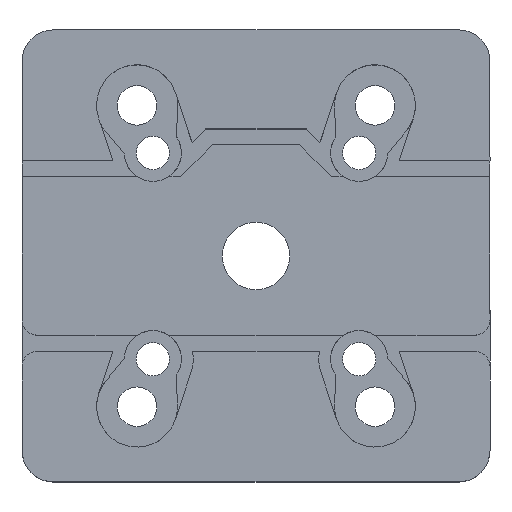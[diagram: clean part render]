
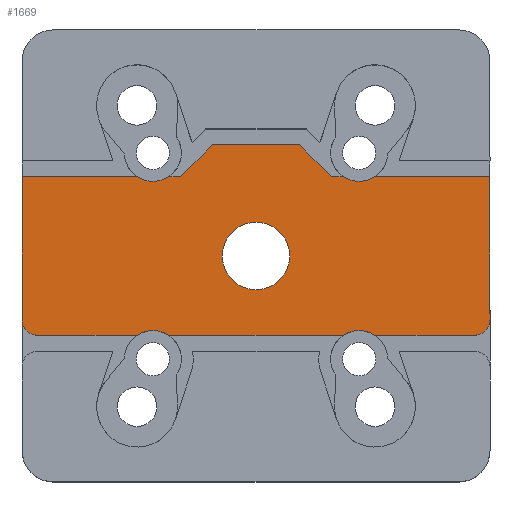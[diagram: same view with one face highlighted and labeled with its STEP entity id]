
A CAD part, top view. The second image highlights one B-rep face of the part: STEP entity #1669.
In plain terms, the highlighted planar face has unit normal (0, 0, 1).
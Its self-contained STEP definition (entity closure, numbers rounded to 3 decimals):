
#26=FACE_BOUND('',#200,.T.);
#52=PLANE('',#1809);
#108=FACE_OUTER_BOUND('',#199,.T.);
#199=EDGE_LOOP('',(#1246,#1247,#1248,#1249,#1250,#1251,#1252,#1253,#1254,
#1255,#1256,#1257,#1258,#1259,#1260,#1261,#1262,#1263));
#200=EDGE_LOOP('',(#1264));
#279=CIRCLE('',#1753,3.6);
#293=CIRCLE('',#1772,3.6);
#303=CIRCLE('',#1789,3.6);
#316=CIRCLE('',#1807,3.6);
#318=CIRCLE('',#1810,2.);
#319=CIRCLE('',#1811,2.);
#320=CIRCLE('',#1812,4.25);
#381=LINE('',#2505,#550);
#387=LINE('',#2523,#556);
#391=LINE('',#2530,#560);
#417=LINE('',#2622,#586);
#422=LINE('',#2638,#591);
#423=LINE('',#2640,#592);
#424=LINE('',#2643,#593);
#425=LINE('',#2645,#594);
#426=LINE('',#2648,#595);
#427=LINE('',#2650,#596);
#428=LINE('',#2652,#597);
#429=LINE('',#2653,#598);
#550=VECTOR('',#1984,10.);
#556=VECTOR('',#2000,10.);
#560=VECTOR('',#2006,10.);
#586=VECTOR('',#2088,10.);
#591=VECTOR('',#2103,10.);
#592=VECTOR('',#2104,10.);
#593=VECTOR('',#2107,10.);
#594=VECTOR('',#2108,10.);
#595=VECTOR('',#2111,10.);
#596=VECTOR('',#2112,10.);
#597=VECTOR('',#2113,10.);
#598=VECTOR('',#2114,10.);
#701=VERTEX_POINT('',#2436);
#702=VERTEX_POINT('',#2438);
#731=VERTEX_POINT('',#2504);
#733=VERTEX_POINT('',#2510);
#734=VERTEX_POINT('',#2512);
#738=VERTEX_POINT('',#2522);
#740=VERTEX_POINT('',#2528);
#758=VERTEX_POINT('',#2573);
#759=VERTEX_POINT('',#2575);
#778=VERTEX_POINT('',#2621);
#782=VERTEX_POINT('',#2631);
#784=VERTEX_POINT('',#2637);
#785=VERTEX_POINT('',#2639);
#786=VERTEX_POINT('',#2641);
#787=VERTEX_POINT('',#2644);
#788=VERTEX_POINT('',#2646);
#789=VERTEX_POINT('',#2649);
#790=VERTEX_POINT('',#2651);
#791=VERTEX_POINT('',#2654);
#869=EDGE_CURVE('',#702,#701,#279,.T.);
#902=EDGE_CURVE('',#731,#702,#381,.T.);
#906=EDGE_CURVE('',#734,#733,#293,.T.);
#911=EDGE_CURVE('',#738,#734,#387,.T.);
#915=EDGE_CURVE('',#733,#740,#391,.T.);
#937=EDGE_CURVE('',#759,#758,#303,.T.);
#960=EDGE_CURVE('',#778,#759,#417,.T.);
#965=EDGE_CURVE('',#782,#778,#316,.T.);
#968=EDGE_CURVE('',#701,#784,#422,.T.);
#969=EDGE_CURVE('',#784,#785,#423,.T.);
#970=EDGE_CURVE('',#786,#785,#318,.T.);
#971=EDGE_CURVE('',#786,#782,#424,.T.);
#972=EDGE_CURVE('',#758,#787,#425,.T.);
#973=EDGE_CURVE('',#788,#787,#319,.T.);
#974=EDGE_CURVE('',#788,#738,#426,.T.);
#975=EDGE_CURVE('',#740,#789,#427,.T.);
#976=EDGE_CURVE('',#789,#790,#428,.T.);
#977=EDGE_CURVE('',#790,#731,#429,.T.);
#978=EDGE_CURVE('',#791,#791,#320,.T.);
#1246=ORIENTED_EDGE('',*,*,#869,.T.);
#1247=ORIENTED_EDGE('',*,*,#968,.T.);
#1248=ORIENTED_EDGE('',*,*,#969,.T.);
#1249=ORIENTED_EDGE('',*,*,#970,.F.);
#1250=ORIENTED_EDGE('',*,*,#971,.T.);
#1251=ORIENTED_EDGE('',*,*,#965,.T.);
#1252=ORIENTED_EDGE('',*,*,#960,.T.);
#1253=ORIENTED_EDGE('',*,*,#937,.T.);
#1254=ORIENTED_EDGE('',*,*,#972,.T.);
#1255=ORIENTED_EDGE('',*,*,#973,.F.);
#1256=ORIENTED_EDGE('',*,*,#974,.T.);
#1257=ORIENTED_EDGE('',*,*,#911,.T.);
#1258=ORIENTED_EDGE('',*,*,#906,.T.);
#1259=ORIENTED_EDGE('',*,*,#915,.T.);
#1260=ORIENTED_EDGE('',*,*,#975,.T.);
#1261=ORIENTED_EDGE('',*,*,#976,.T.);
#1262=ORIENTED_EDGE('',*,*,#977,.T.);
#1263=ORIENTED_EDGE('',*,*,#902,.T.);
#1264=ORIENTED_EDGE('',*,*,#978,.T.);
#1669=ADVANCED_FACE('',(#108,#26),#52,.T.);
#1753=AXIS2_PLACEMENT_3D('',#2439,#1929,#1930);
#1772=AXIS2_PLACEMENT_3D('',#2513,#1990,#1991);
#1789=AXIS2_PLACEMENT_3D('',#2576,#2045,#2046);
#1807=AXIS2_PLACEMENT_3D('',#2632,#2096,#2097);
#1809=AXIS2_PLACEMENT_3D('',#2636,#2101,#2102);
#1810=AXIS2_PLACEMENT_3D('',#2642,#2105,#2106);
#1811=AXIS2_PLACEMENT_3D('',#2647,#2109,#2110);
#1812=AXIS2_PLACEMENT_3D('',#2655,#2115,#2116);
#1929=DIRECTION('center_axis',(0.,0.,-1.));
#1930=DIRECTION('ref_axis',(-1.,0.,0.));
#1984=DIRECTION('',(-1.,0.,0.));
#1990=DIRECTION('center_axis',(0.,0.,-1.));
#1991=DIRECTION('ref_axis',(-1.,0.,0.));
#2000=DIRECTION('',(-1.,0.,0.));
#2006=DIRECTION('',(-1.,0.,0.));
#2045=DIRECTION('center_axis',(0.,0.,-1.));
#2046=DIRECTION('ref_axis',(-1.,0.,0.));
#2088=DIRECTION('',(1.,0.,0.));
#2096=DIRECTION('center_axis',(0.,0.,-1.));
#2097=DIRECTION('ref_axis',(-1.,0.,0.));
#2101=DIRECTION('center_axis',(0.,0.,1.));
#2102=DIRECTION('ref_axis',(1.,0.,0.));
#2103=DIRECTION('',(-1.,0.,0.));
#2104=DIRECTION('',(0.,-1.,0.));
#2105=DIRECTION('center_axis',(0.,0.,-1.));
#2106=DIRECTION('ref_axis',(-0.707,-0.707,0.));
#2107=DIRECTION('',(1.,0.,0.));
#2108=DIRECTION('',(1.,0.,0.));
#2109=DIRECTION('center_axis',(0.,0.,-1.));
#2110=DIRECTION('ref_axis',(0.707,-0.707,0.));
#2111=DIRECTION('',(0.,1.,0.));
#2112=DIRECTION('',(-0.707,0.707,0.));
#2113=DIRECTION('',(-1.,0.,0.));
#2114=DIRECTION('',(-0.707,-0.707,0.));
#2115=DIRECTION('center_axis',(0.,0.,-1.));
#2116=DIRECTION('ref_axis',(1.,0.,0.));
#2436=CARTESIAN_POINT('',(-14.99,10.,10.));
#2438=CARTESIAN_POINT('',(-11.01,10.,10.));
#2439=CARTESIAN_POINT('Origin',(-13.,13.,10.));
#2504=CARTESIAN_POINT('',(-9.5,10.,10.));
#2505=CARTESIAN_POINT('',(-4.75,10.,10.));
#2510=CARTESIAN_POINT('',(11.01,10.,10.));
#2512=CARTESIAN_POINT('',(14.99,10.,10.));
#2513=CARTESIAN_POINT('Origin',(13.,13.,10.));
#2522=CARTESIAN_POINT('',(29.5,10.,10.));
#2523=CARTESIAN_POINT('',(14.75,10.,10.));
#2528=CARTESIAN_POINT('',(9.5,10.,10.));
#2530=CARTESIAN_POINT('',(14.75,10.,10.));
#2573=CARTESIAN_POINT('',(14.99,-10.,10.));
#2575=CARTESIAN_POINT('',(11.01,-10.,10.));
#2576=CARTESIAN_POINT('Origin',(13.,-13.,10.));
#2621=CARTESIAN_POINT('',(-11.01,-10.,10.));
#2622=CARTESIAN_POINT('',(-14.75,-10.,10.));
#2631=CARTESIAN_POINT('',(-14.99,-10.,10.));
#2632=CARTESIAN_POINT('Origin',(-13.,-13.,10.));
#2636=CARTESIAN_POINT('Origin',(0.,0.,
10.));
#2637=CARTESIAN_POINT('',(-29.5,10.,10.));
#2638=CARTESIAN_POINT('',(-4.75,10.,10.));
#2639=CARTESIAN_POINT('',(-29.5,-8.,10.));
#2640=CARTESIAN_POINT('',(-29.5,28.5,10.));
#2641=CARTESIAN_POINT('',(-27.5,-10.,10.));
#2642=CARTESIAN_POINT('Origin',(-27.5,-8.,10.));
#2643=CARTESIAN_POINT('',(-14.75,-10.,10.));
#2644=CARTESIAN_POINT('',(27.5,-10.,10.));
#2645=CARTESIAN_POINT('',(-14.75,-10.,10.));
#2646=CARTESIAN_POINT('',(29.5,-8.,10.));
#2647=CARTESIAN_POINT('Origin',(27.5,-8.,10.));
#2648=CARTESIAN_POINT('',(29.5,-28.5,10.));
#2649=CARTESIAN_POINT('',(5.5,14.,10.));
#2650=CARTESIAN_POINT('',(9.625,9.875,10.));
#2651=CARTESIAN_POINT('',(-5.5,14.,10.));
#2652=CARTESIAN_POINT('',(2.75,14.,10.));
#2653=CARTESIAN_POINT('',(-7.625,11.875,10.));
#2654=CARTESIAN_POINT('',(-4.25,0.,10.));
#2655=CARTESIAN_POINT('Origin',(0.,0.,10.));
